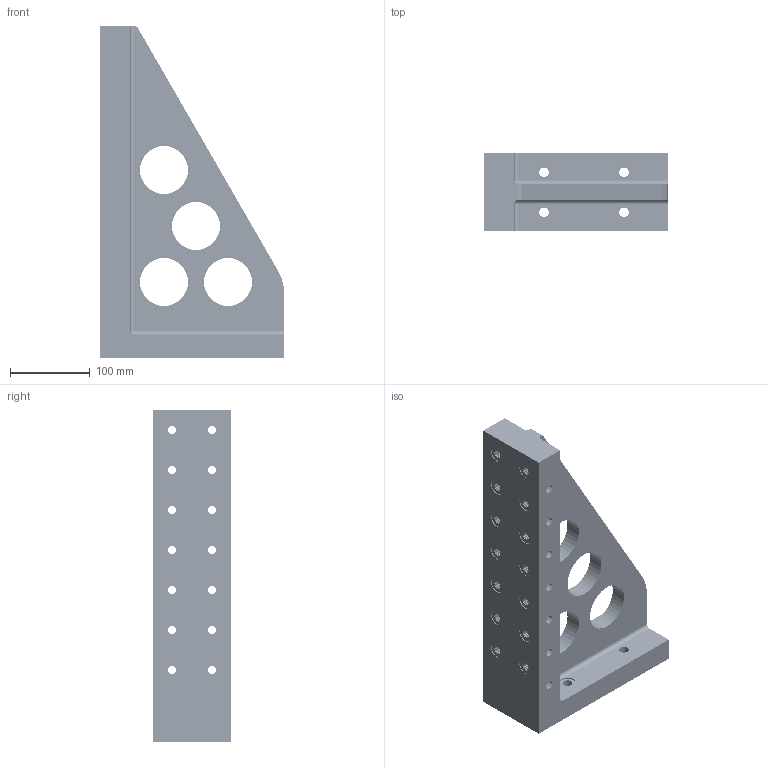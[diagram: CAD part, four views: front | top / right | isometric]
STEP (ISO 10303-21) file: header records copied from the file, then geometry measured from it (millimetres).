
FILE_DESCRIPTION(('STEP AP214'),'1');
FILE_NAME(' ',' ',('TraceParts'),('TraceParts S.A.'),'XStep 1.0',' ',' ');
FILE_SCHEMA(('automotive_design'));
Length unit declared in the file: millimetre
Products named in the file (1): 1
Bounding box: 230 x 98 x 415 mm (x, y, z)
Volume: 2659269.7 mm3; surface area: 296841.7 mm2
Topology: 1 solids, 1 shells, 5057 faces, 10173 edges, 5144 vertices
Faces by surface type: torus 1960, cone 1960, cylinder 1092, plane 43, sphere 2
Entity records: 246234 total; most frequent: DIRECTION 27373, STYLED_ITEM 20373, PRESENTATION_STYLE_ASSIGNMENT 20373, CARTESIAN_POINT 20373, COLOUR_RGB 20373, ORIENTED_EDGE 20342, AXIS2_PLACEMENT_3D 12144, EDGE_CURVE 10171
